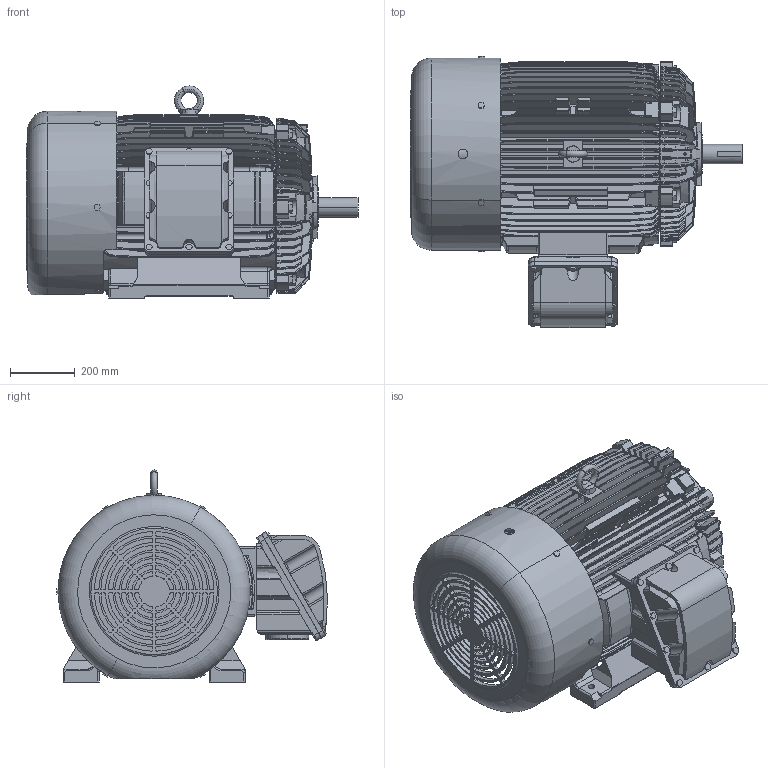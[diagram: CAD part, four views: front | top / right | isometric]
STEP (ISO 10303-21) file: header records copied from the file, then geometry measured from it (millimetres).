
FILE_DESCRIPTION(('CATIA V5 STEP Exchange'),'2;1');
FILE_NAME('3A043A125.stp','2013-12-18T06:46:05+00:00',('none'),('none'),'Unofficial Packaging Version','CATIA V5 STEP AP203','none');
FILE_SCHEMA(('CONFIG_CONTROL_DESIGN'));
Products named in the file (1): #14
Bounding box: 1023.2 x 835.16 x 653.39 mm (x, y, z)
Volume: 151706414.8 mm3; surface area: 6741257.2 mm2
Topology: 8 solids, 22 shells, 4769 faces, 12363 edges, 7701 vertices
Faces by surface type: cylinder 1656, plane 1267, bspline 1214, cone 401, torus 182, extrusion 43, sphere 6
Entity records: 217702 total; most frequent: CARTESIAN_POINT 119731, ORIENTED_EDGE 24686, DIRECTION 12348, EDGE_CURVE 12341, VERTEX_POINT 7700, AXIS2_PLACEMENT_3D 5594, B_SPLINE_CURVE_WITH_KNOTS 5205, EDGE_LOOP 5023
